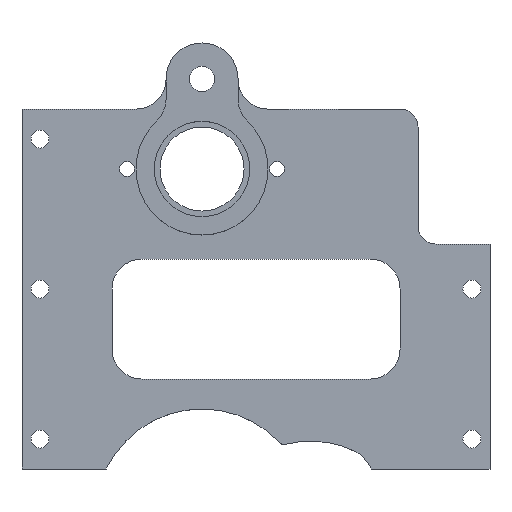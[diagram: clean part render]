
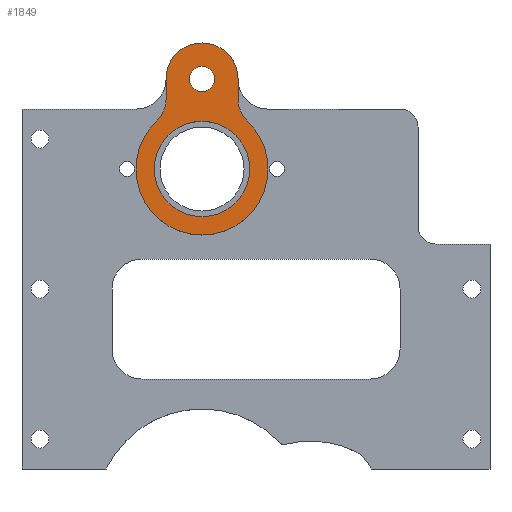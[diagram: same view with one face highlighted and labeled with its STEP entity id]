
A CAD part, top view. The second image highlights one B-rep face of the part: STEP entity #1849.
In plain terms, the highlighted planar face has unit normal (0, 0, 1).
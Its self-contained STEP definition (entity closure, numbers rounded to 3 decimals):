
#44 = DIRECTION ( 'NONE',  ( 1., 0., 0. ) ) ;
#45 = CIRCLE ( 'NONE', #1543, 5. ) ;
#50 = VERTEX_POINT ( 'NONE', #965 ) ;
#101 = ORIENTED_EDGE ( 'NONE', *, *, #1830, .T. ) ;
#106 = DIRECTION ( 'NONE',  ( 0., 0., -1. ) ) ;
#125 = EDGE_CURVE ( 'NONE', #1340, #514, #420, .T. ) ;
#142 = DIRECTION ( 'NONE',  ( 0., 0., 1. ) ) ;
#144 = CIRCLE ( 'NONE', #554, 5. ) ;
#161 = VECTOR ( 'NONE', #308, 1000. ) ;
#174 = EDGE_CURVE ( 'NONE', #1224, #1371, #1835, .T. ) ;
#183 = EDGE_CURVE ( 'NONE', #477, #843, #1328, .T. ) ;
#202 = DIRECTION ( 'NONE',  ( 1., 0., 0. ) ) ;
#210 = DIRECTION ( 'NONE',  ( 1., 0., 0. ) ) ;
#218 = AXIS2_PLACEMENT_3D ( 'NONE', #375, #513, #202 ) ;
#219 = EDGE_LOOP ( 'NONE', ( #1058, #1821 ) ) ;
#227 = CARTESIAN_POINT ( 'NONE',  ( 27.9, 65., 6. ) ) ;
#249 = DIRECTION ( 'NONE',  ( 1., 0., 0. ) ) ;
#259 = DIRECTION ( 'NONE',  ( 0., 0., 1. ) ) ;
#270 = ORIENTED_EDGE ( 'NONE', *, *, #374, .T. ) ;
#275 = DIRECTION ( 'NONE',  ( 1., 0., 0. ) ) ;
#285 = CARTESIAN_POINT ( 'NONE',  ( 19., 61.619, 6. ) ) ;
#287 = EDGE_CURVE ( 'NONE', #672, #1313, #1951, .T. ) ;
#308 = DIRECTION ( 'NONE',  ( 0., 1., 0. ) ) ;
#318 = VECTOR ( 'NONE', #1731, 1000. ) ;
#321 = CARTESIAN_POINT ( 'NONE',  ( 30., 50., 6. ) ) ;
#322 = ORIENTED_EDGE ( 'NONE', *, *, #1672, .T. ) ;
#327 = EDGE_CURVE ( 'NONE', #1313, #672, #1157, .T. ) ;
#336 = DIRECTION ( 'NONE',  ( 1., 0., 0. ) ) ;
#362 = VERTEX_POINT ( 'NONE', #1801 ) ;
#374 = EDGE_CURVE ( 'NONE', #622, #1224, #144, .T. ) ;
#375 = CARTESIAN_POINT ( 'NONE',  ( 30., 50., 6. ) ) ;
#376 = AXIS2_PLACEMENT_3D ( 'NONE', #1279, #532, #1897 ) ;
#378 = CARTESIAN_POINT ( 'NONE',  ( 22.437, 57.988, 6. ) ) ;
#402 = ORIENTED_EDGE ( 'NONE', *, *, #183, .T. ) ;
#406 = CARTESIAN_POINT ( 'NONE',  ( 30., 65., 6. ) ) ;
#420 = CIRCLE ( 'NONE', #1528, 7.94 ) ;
#429 = CARTESIAN_POINT ( 'NONE',  ( 36., 59.22, 6. ) ) ;
#444 = CARTESIAN_POINT ( 'NONE',  ( 41., 50., 6. ) ) ;
#457 = DIRECTION ( 'NONE',  ( 1., 0., 0. ) ) ;
#458 = EDGE_CURVE ( 'NONE', #906, #50, #1718, .T. ) ;
#459 = LINE ( 'NONE', #429, #161 ) ;
#464 = DIRECTION ( 'NONE',  ( 1., 0., 0. ) ) ;
#477 = VERTEX_POINT ( 'NONE', #444 ) ;
#478 = PLANE ( 'NONE',  #702 ) ;
#482 = DIRECTION ( 'NONE',  ( 0., 0., 1. ) ) ;
#513 = DIRECTION ( 'NONE',  ( 0., 0., 1. ) ) ;
#514 = VERTEX_POINT ( 'NONE', #1397 ) ;
#518 = CARTESIAN_POINT ( 'NONE',  ( 24., 65., 6. ) ) ;
#531 = EDGE_CURVE ( 'NONE', #843, #362, #45, .T. ) ;
#532 = DIRECTION ( 'NONE',  ( 0., 0., 1. ) ) ;
#554 = AXIS2_PLACEMENT_3D ( 'NONE', #285, #106, #1034 ) ;
#622 = VERTEX_POINT ( 'NONE', #1867 ) ;
#672 = VERTEX_POINT ( 'NONE', #227 ) ;
#675 = ORIENTED_EDGE ( 'NONE', *, *, #174, .T. ) ;
#679 = ORIENTED_EDGE ( 'NONE', *, *, #125, .F. ) ;
#702 = AXIS2_PLACEMENT_3D ( 'NONE', #1088, #1826, #457 ) ;
#706 = AXIS2_PLACEMENT_3D ( 'NONE', #1205, #1812, #336 ) ;
#716 = CARTESIAN_POINT ( 'NONE',  ( 37.563, 57.988, 6. ) ) ;
#735 = CARTESIAN_POINT ( 'NONE',  ( 32.1, 65., 6. ) ) ;
#748 = AXIS2_PLACEMENT_3D ( 'NONE', #1040, #142, #275 ) ;
#784 = FACE_BOUND ( 'NONE', #219, .T. ) ;
#828 = AXIS2_PLACEMENT_3D ( 'NONE', #1425, #482, #44 ) ;
#843 = VERTEX_POINT ( 'NONE', #716 ) ;
#855 = ORIENTED_EDGE ( 'NONE', *, *, #1882, .F. ) ;
#906 = VERTEX_POINT ( 'NONE', #1940 ) ;
#916 = DIRECTION ( 'NONE',  ( 0., 0., 1. ) ) ;
#965 = CARTESIAN_POINT ( 'NONE',  ( 24., 65., 6. ) ) ;
#966 = ORIENTED_EDGE ( 'NONE', *, *, #531, .T. ) ;
#986 = ORIENTED_EDGE ( 'NONE', *, *, #458, .T. ) ;
#1018 = CIRCLE ( 'NONE', #1684, 7.94 ) ;
#1029 = FACE_OUTER_BOUND ( 'NONE', #1066, .T. ) ;
#1034 = DIRECTION ( 'NONE',  ( 1., 0., 0. ) ) ;
#1040 = CARTESIAN_POINT ( 'NONE',  ( 30., 65., 6. ) ) ;
#1058 = ORIENTED_EDGE ( 'NONE', *, *, #287, .F. ) ;
#1066 = EDGE_LOOP ( 'NONE', ( #101, #270, #675, #1611, #402, #966, #322, #986 ) ) ;
#1088 = CARTESIAN_POINT ( 'NONE',  ( 30., 50., 6. ) ) ;
#1157 = CIRCLE ( 'NONE', #1662, 2.1 ) ;
#1172 = CIRCLE ( 'NONE', #828, 11. ) ;
#1205 = CARTESIAN_POINT ( 'NONE',  ( 30., 65., 6. ) ) ;
#1224 = VERTEX_POINT ( 'NONE', #378 ) ;
#1227 = CARTESIAN_POINT ( 'NONE',  ( 19., 50., 6. ) ) ;
#1247 = CARTESIAN_POINT ( 'NONE',  ( 41., 61.619, 6. ) ) ;
#1259 = DIRECTION ( 'NONE',  ( 0., 0., 1. ) ) ;
#1279 = CARTESIAN_POINT ( 'NONE',  ( 30., 50., 6. ) ) ;
#1313 = VERTEX_POINT ( 'NONE', #735 ) ;
#1328 = CIRCLE ( 'NONE', #218, 11. ) ;
#1340 = VERTEX_POINT ( 'NONE', #1773 ) ;
#1371 = VERTEX_POINT ( 'NONE', #1227 ) ;
#1397 = CARTESIAN_POINT ( 'NONE',  ( 22.06, 50., 6. ) ) ;
#1425 = CARTESIAN_POINT ( 'NONE',  ( 30., 50., 6. ) ) ;
#1445 = EDGE_LOOP ( 'NONE', ( #679, #855 ) ) ;
#1528 = AXIS2_PLACEMENT_3D ( 'NONE', #1599, #1259, #210 ) ;
#1543 = AXIS2_PLACEMENT_3D ( 'NONE', #1247, #1823, #464 ) ;
#1545 = EDGE_CURVE ( 'NONE', #1371, #477, #1172, .T. ) ;
#1599 = CARTESIAN_POINT ( 'NONE',  ( 30., 50., 6. ) ) ;
#1611 = ORIENTED_EDGE ( 'NONE', *, *, #1545, .T. ) ;
#1612 = LINE ( 'NONE', #518, #318 ) ;
#1633 = FACE_BOUND ( 'NONE', #1445, .T. ) ;
#1662 = AXIS2_PLACEMENT_3D ( 'NONE', #406, #259, #249 ) ;
#1672 = EDGE_CURVE ( 'NONE', #362, #906, #459, .T. ) ;
#1681 = DIRECTION ( 'NONE',  ( 1., 0., 0. ) ) ;
#1684 = AXIS2_PLACEMENT_3D ( 'NONE', #321, #916, #1681 ) ;
#1718 = CIRCLE ( 'NONE', #706, 6. ) ;
#1731 = DIRECTION ( 'NONE',  ( 0., -1., 0. ) ) ;
#1773 = CARTESIAN_POINT ( 'NONE',  ( 37.94, 50., 6. ) ) ;
#1801 = CARTESIAN_POINT ( 'NONE',  ( 36., 61.619, 6. ) ) ;
#1812 = DIRECTION ( 'NONE',  ( 0., 0., 1. ) ) ;
#1821 = ORIENTED_EDGE ( 'NONE', *, *, #327, .F. ) ;
#1823 = DIRECTION ( 'NONE',  ( 0., 0., -1. ) ) ;
#1826 = DIRECTION ( 'NONE',  ( 0., 0., 1. ) ) ;
#1830 = EDGE_CURVE ( 'NONE', #50, #622, #1612, .T. ) ;
#1835 = CIRCLE ( 'NONE', #376, 11. ) ;
#1849 = ADVANCED_FACE ( 'NONE', ( #1029, #1633, #784 ), #478, .T. ) ;
#1867 = CARTESIAN_POINT ( 'NONE',  ( 24., 61.619, 6. ) ) ;
#1882 = EDGE_CURVE ( 'NONE', #514, #1340, #1018, .T. ) ;
#1897 = DIRECTION ( 'NONE',  ( 1., 0., 0. ) ) ;
#1940 = CARTESIAN_POINT ( 'NONE',  ( 36., 65., 6. ) ) ;
#1951 = CIRCLE ( 'NONE', #748, 2.1 ) ;
